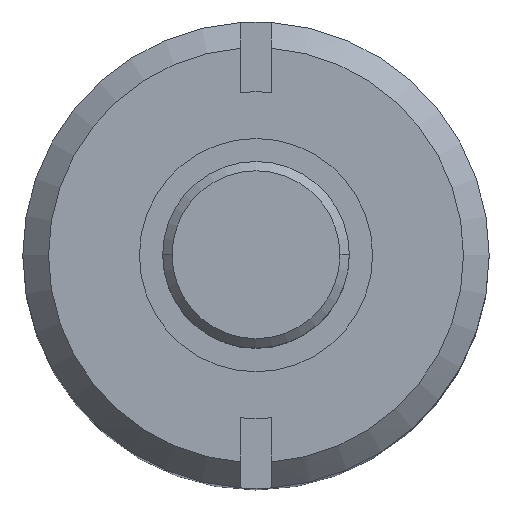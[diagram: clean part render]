
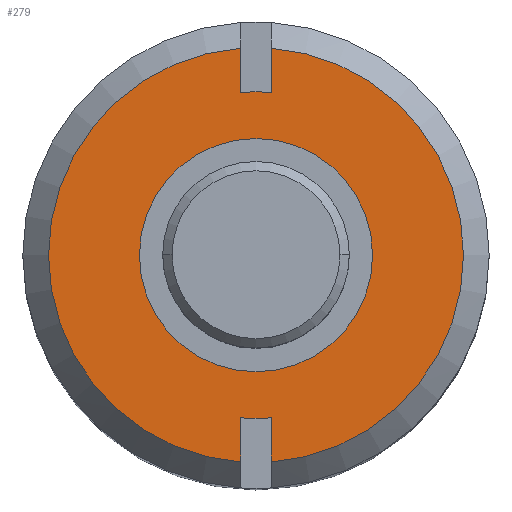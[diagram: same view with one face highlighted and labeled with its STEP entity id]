
A CAD part, top view. The second image highlights one B-rep face of the part: STEP entity #279.
In plain terms, the highlighted planar face has unit normal (0, 0, 1).
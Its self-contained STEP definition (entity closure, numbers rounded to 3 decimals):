
#201=VERTEX_POINT('',#548);
#245=EDGE_CURVE('',#331,#307,#601,.T.);
#257=EDGE_CURVE('',#389,#467,#615,.T.);
#275=EDGE_CURVE('',#201,#473,#636,.T.);
#279=ADVANCED_FACE('',(#640),#641,.T.);
#287=EDGE_CURVE('',#485,#323,#650,.T.);
#301=EDGE_CURVE('',#307,#485,#664,.T.);
#307=VERTEX_POINT('',#671);
#313=EDGE_CURVE('',#473,#331,#677,.T.);
#323=VERTEX_POINT('',#688);
#331=VERTEX_POINT('',#698);
#353=EDGE_CURVE('',#439,#389,#722,.T.);
#389=VERTEX_POINT('',#763);
#439=VERTEX_POINT('',#817);
#465=EDGE_CURVE('',#467,#523,#845,.T.);
#467=VERTEX_POINT('',#847);
#473=VERTEX_POINT('',#853);
#475=EDGE_CURVE('',#323,#439,#855,.T.);
#485=VERTEX_POINT('',#866);
#521=EDGE_CURVE('',#523,#201,#905,.T.);
#523=VERTEX_POINT('',#907);
#548=CARTESIAN_POINT('',(0.,7.,0.));
#601=CIRCLE('',#991,8.895);
#615=CIRCLE('',#1008,8.895);
#636=CIRCLE('',#1037,7.0);
#640=FACE_OUTER_BOUND('',#1042,.T.);
#641=PLANE('',#1043);
#650=CIRCLE('',#1055,7.0);
#664=LINE('',#1083,#1084);
#671=CARTESIAN_POINT('',(-0.65,-8.871,0.));
#677=LINE('',#1102,#1103);
#688=CARTESIAN_POINT('',(0.,-7.,0.));
#698=CARTESIAN_POINT('',(-0.65,8.871,0.));
#722=LINE('',#1170,#1171);
#763=CARTESIAN_POINT('',(0.65,-8.871,0.));
#817=CARTESIAN_POINT('',(0.65,-6.97,0.));
#845=LINE('',#1352,#1353);
#847=CARTESIAN_POINT('',(0.65,8.871,0.));
#853=CARTESIAN_POINT('',(-0.65,6.97,0.));
#855=CIRCLE('',#1364,7.0);
#866=CARTESIAN_POINT('',(-0.65,-6.97,0.));
#905=CIRCLE('',#1427,7.0);
#907=CARTESIAN_POINT('',(0.65,6.97,0.));
#991=AXIS2_PLACEMENT_3D('',#1522,#1523,#1524);
#1008=AXIS2_PLACEMENT_3D('',#1551,#1552,#1553);
#1037=AXIS2_PLACEMENT_3D('',#1578,#1579,#1580);
#1042=EDGE_LOOP('',(#1585,#1586,#1587,#1588,#1589,#1590,#1591,#1592,#1593,#1594));
#1043=AXIS2_PLACEMENT_3D('',#1595,#1596,#1597);
#1055=AXIS2_PLACEMENT_3D('',#1614,#1615,#1616);
#1083=CARTESIAN_POINT('',(-0.65,9.974,0.));
#1084=VECTOR('',#1621,1.0);
#1102=CARTESIAN_POINT('',(-0.65,9.974,0.));
#1103=VECTOR('',#1636,1.0);
#1170=CARTESIAN_POINT('',(0.65,-2.026,0.));
#1171=VECTOR('',#1692,1.0);
#1352=CARTESIAN_POINT('',(0.65,-2.026,0.));
#1353=VECTOR('',#1828,1.0);
#1364=AXIS2_PLACEMENT_3D('',#1829,#1830,#1831);
#1427=AXIS2_PLACEMENT_3D('',#1880,#1881,#1882);
#1522=CARTESIAN_POINT('',(0.,0.,0.));
#1523=DIRECTION('',(0.0,-0.0,1.0));
#1524=DIRECTION('',(0.,1.0,0.0));
#1551=CARTESIAN_POINT('',(0.,0.,0.));
#1552=DIRECTION('',(0.0,-0.0,1.0));
#1553=DIRECTION('',(0.,1.0,0.0));
#1578=CARTESIAN_POINT('',(0.0,0.,0.));
#1579=DIRECTION('',(0.,0.0,1.0));
#1580=DIRECTION('',(0.0,-1.0,0.0));
#1585=ORIENTED_EDGE('',*,*,#353,.T.);
#1586=ORIENTED_EDGE('',*,*,#257,.T.);
#1587=ORIENTED_EDGE('',*,*,#465,.T.);
#1588=ORIENTED_EDGE('',*,*,#521,.T.);
#1589=ORIENTED_EDGE('',*,*,#275,.T.);
#1590=ORIENTED_EDGE('',*,*,#313,.T.);
#1591=ORIENTED_EDGE('',*,*,#245,.T.);
#1592=ORIENTED_EDGE('',*,*,#301,.T.);
#1593=ORIENTED_EDGE('',*,*,#287,.T.);
#1594=ORIENTED_EDGE('',*,*,#475,.T.);
#1595=CARTESIAN_POINT('',(0.,7.947,0.));
#1596=DIRECTION('',(0.0,-0.0,1.0));
#1597=DIRECTION('',(0.,1.0,0.0));
#1614=CARTESIAN_POINT('',(0.0,0.,0.));
#1615=DIRECTION('',(0.,0.0,1.0));
#1616=DIRECTION('',(0.0,-1.0,0.0));
#1621=DIRECTION('',(0.,1.0,0.0));
#1636=DIRECTION('',(0.,1.0,0.0));
#1692=DIRECTION('',(0.,-1.0,0.0));
#1828=DIRECTION('',(0.,-1.0,0.0));
#1829=CARTESIAN_POINT('',(0.0,0.,0.));
#1830=DIRECTION('',(0.,0.0,1.0));
#1831=DIRECTION('',(0.0,-1.0,0.0));
#1880=CARTESIAN_POINT('',(0.0,0.,0.));
#1881=DIRECTION('',(0.,0.0,1.0));
#1882=DIRECTION('',(0.0,-1.0,0.0));
